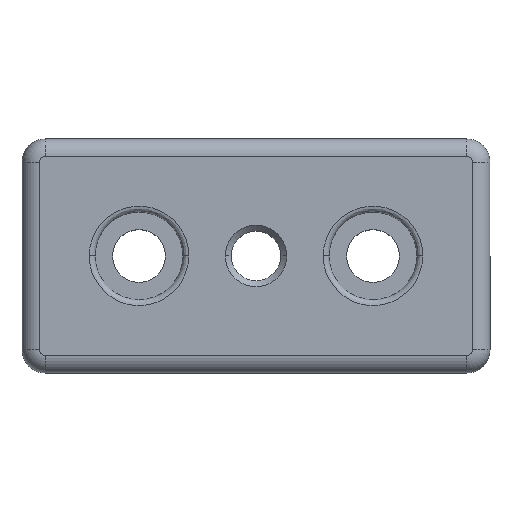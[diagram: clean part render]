
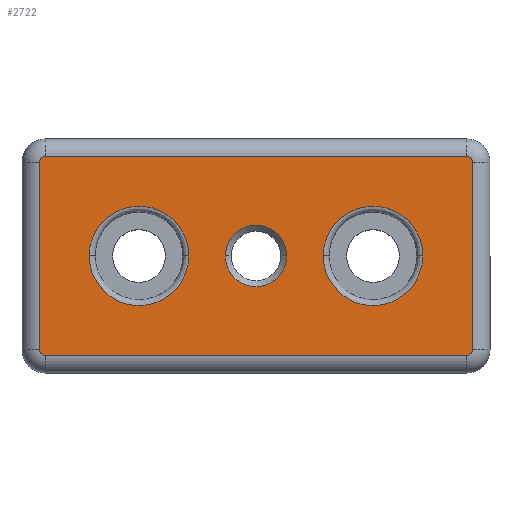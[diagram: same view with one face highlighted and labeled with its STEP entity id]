
A CAD part, top view. The second image highlights one B-rep face of the part: STEP entity #2722.
In plain terms, the highlighted planar face has unit normal (0, 0, 1).
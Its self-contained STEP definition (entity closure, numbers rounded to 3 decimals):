
#39 = CARTESIAN_POINT ( 'NONE',  ( -11.5, 17., 16. ) ) ;
#112 = VERTEX_POINT ( 'NONE', #4771 ) ;
#136 = VERTEX_POINT ( 'NONE', #6254 ) ;
#290 = CARTESIAN_POINT ( 'NONE',  ( -36., 16., 16. ) ) ;
#435 = ORIENTED_EDGE ( 'NONE', *, *, #3140, .T. ) ;
#455 = DIRECTION ( 'NONE',  ( 0., 0., 1. ) ) ;
#579 = CIRCLE ( 'NONE', #3842, 1. ) ;
#687 = ORIENTED_EDGE ( 'NONE', *, *, #1903, .F. ) ;
#716 = CARTESIAN_POINT ( 'NONE',  ( 28.5, 0., 16. ) ) ;
#766 = ORIENTED_EDGE ( 'NONE', *, *, #5900, .F. ) ;
#802 = CIRCLE ( 'NONE', #3294, 5.25 ) ;
#879 = ORIENTED_EDGE ( 'NONE', *, *, #951, .F. ) ;
#951 = EDGE_CURVE ( 'NONE', #3510, #1818, #2410, .T. ) ;
#971 = DIRECTION ( 'NONE',  ( 0., 0., 1. ) ) ;
#995 = DIRECTION ( 'NONE',  ( 1., 0., 0. ) ) ;
#1087 = CARTESIAN_POINT ( 'NONE',  ( 11.5, -17., 16. ) ) ;
#1124 = DIRECTION ( 'NONE',  ( 0., 1., 0. ) ) ;
#1138 = CARTESIAN_POINT ( 'NONE',  ( -11.5, 0., 16. ) ) ;
#1164 = VECTOR ( 'NONE', #5893, 1000. ) ;
#1167 = VERTEX_POINT ( 'NONE', #5285 ) ;
#1204 = DIRECTION ( 'NONE',  ( -1., 0., 0. ) ) ;
#1336 = VERTEX_POINT ( 'NONE', #3741 ) ;
#1376 = AXIS2_PLACEMENT_3D ( 'NONE', #6232, #4791, #2821 ) ;
#1513 = CARTESIAN_POINT ( 'NONE',  ( -11.5, 0., 16. ) ) ;
#1546 = CARTESIAN_POINT ( 'NONE',  ( 11.5, 0., 16. ) ) ;
#1552 = CARTESIAN_POINT ( 'NONE',  ( -28.5, 17., 16. ) ) ;
#1655 = VERTEX_POINT ( 'NONE', #716 ) ;
#1666 = DIRECTION ( 'NONE',  ( -1., 0., 0. ) ) ;
#1694 = ORIENTED_EDGE ( 'NONE', *, *, #3224, .F. ) ;
#1702 = VERTEX_POINT ( 'NONE', #6000 ) ;
#1759 = DIRECTION ( 'NONE',  ( -1., 0., 0. ) ) ;
#1818 = VERTEX_POINT ( 'NONE', #5094 ) ;
#1851 = VERTEX_POINT ( 'NONE', #2559 ) ;
#1892 =( BOUNDED_CURVE ( )  B_SPLINE_CURVE ( 3, ( #5557, #5518, #4568, #1546 ),
 .UNSPECIFIED., .F., .F. ) 
 B_SPLINE_CURVE_WITH_KNOTS ( ( 4, 4 ),
 ( 0., 1. ),
 .UNSPECIFIED. ) 
 CURVE ( )  GEOMETRIC_REPRESENTATION_ITEM ( )  RATIONAL_B_SPLINE_CURVE ( ( 1., 0.333, 0.333, 1. ) ) 
 REPRESENTATION_ITEM ( '' )  );
#1903 = EDGE_CURVE ( 'NONE', #112, #1336, #5856, .T. ) ;
#1904 = DIRECTION ( 'NONE',  ( 1., 0., 0. ) ) ;
#1916 = AXIS2_PLACEMENT_3D ( 'NONE', #5901, #3924, #1904 ) ;
#1918 =( BOUNDED_CURVE ( )  B_SPLINE_CURVE ( 3, ( #2887, #6366, #5130, #1138 ),
 .UNSPECIFIED., .F., .F. ) 
 B_SPLINE_CURVE_WITH_KNOTS ( ( 4, 4 ),
 ( 0., 1. ),
 .UNSPECIFIED. ) 
 CURVE ( )  GEOMETRIC_REPRESENTATION_ITEM ( )  RATIONAL_B_SPLINE_CURVE ( ( 1., 0.333, 0.333, 1. ) ) 
 REPRESENTATION_ITEM ( '' )  );
#1943 = CIRCLE ( 'NONE', #4196, 1. ) ;
#1947 = CARTESIAN_POINT ( 'NONE',  ( 37., -20., 16. ) ) ;
#1960 = CARTESIAN_POINT ( 'NONE',  ( 36., 16., 16. ) ) ;
#2002 = VERTEX_POINT ( 'NONE', #3229 ) ;
#2012 = CARTESIAN_POINT ( 'NONE',  ( -5.25, 0., 16. ) ) ;
#2014 = ORIENTED_EDGE ( 'NONE', *, *, #5034, .T. ) ;
#2026 = EDGE_CURVE ( 'NONE', #6055, #1702, #5017, .T. ) ;
#2297 =( BOUNDED_CURVE ( )  B_SPLINE_CURVE ( 3, ( #5117, #1087, #4605, #3616 ),
 .UNSPECIFIED., .F., .F. ) 
 B_SPLINE_CURVE_WITH_KNOTS ( ( 4, 4 ),
 ( 0., 1. ),
 .UNSPECIFIED. ) 
 CURVE ( )  GEOMETRIC_REPRESENTATION_ITEM ( )  RATIONAL_B_SPLINE_CURVE ( ( 1., 0.333, 0.333, 1. ) ) 
 REPRESENTATION_ITEM ( '' )  );
#2410 =( BOUNDED_CURVE ( )  B_SPLINE_CURVE ( 3, ( #1513, #39, #1552, #5526 ),
 .UNSPECIFIED., .F., .F. ) 
 B_SPLINE_CURVE_WITH_KNOTS ( ( 4, 4 ),
 ( 0., 1. ),
 .UNSPECIFIED. ) 
 CURVE ( )  GEOMETRIC_REPRESENTATION_ITEM ( )  RATIONAL_B_SPLINE_CURVE ( ( 1., 0.333, 0.333, 1. ) ) 
 REPRESENTATION_ITEM ( '' )  );
#2525 = DIRECTION ( 'NONE',  ( 1., 0., 0. ) ) ;
#2559 = CARTESIAN_POINT ( 'NONE',  ( 36., 17., 16. ) ) ;
#2577 = FACE_BOUND ( 'NONE', #4418, .T. ) ;
#2722 = ADVANCED_FACE ( 'NONE', ( #3432, #2577, #5480, #6398 ), #5343, .F. ) ;
#2821 = DIRECTION ( 'NONE',  ( -1., 0., 0. ) ) ;
#2846 = LINE ( 'NONE', #1947, #1164 ) ;
#2887 = CARTESIAN_POINT ( 'NONE',  ( -28.5, 0., 16. ) ) ;
#2906 = VECTOR ( 'NONE', #1124, 1000. ) ;
#3028 = ORIENTED_EDGE ( 'NONE', *, *, #5422, .F. ) ;
#3124 = DIRECTION ( 'NONE',  ( 0., 0., 1. ) ) ;
#3136 = ORIENTED_EDGE ( 'NONE', *, *, #2026, .T. ) ;
#3140 = EDGE_CURVE ( 'NONE', #136, #1851, #1943, .T. ) ;
#3224 = EDGE_CURVE ( 'NONE', #1818, #3510, #1918, .T. ) ;
#3229 = CARTESIAN_POINT ( 'NONE',  ( -36., -17., 16. ) ) ;
#3233 = ORIENTED_EDGE ( 'NONE', *, *, #5506, .F. ) ;
#3294 = AXIS2_PLACEMENT_3D ( 'NONE', #3422, #971, #995 ) ;
#3314 = VECTOR ( 'NONE', #2525, 1000. ) ;
#3422 = CARTESIAN_POINT ( 'NONE',  ( 0., 0., 16. ) ) ;
#3432 = FACE_BOUND ( 'NONE', #4590, .T. ) ;
#3510 = VERTEX_POINT ( 'NONE', #5304 ) ;
#3599 = DIRECTION ( 'NONE',  ( -1., 0., 0. ) ) ;
#3616 = CARTESIAN_POINT ( 'NONE',  ( 28.5, 0., 16. ) ) ;
#3686 = VERTEX_POINT ( 'NONE', #2012 ) ;
#3689 = ORIENTED_EDGE ( 'NONE', *, *, #5229, .F. ) ;
#3690 = CIRCLE ( 'NONE', #1916, 5.25 ) ;
#3738 = ORIENTED_EDGE ( 'NONE', *, *, #5584, .F. ) ;
#3741 = CARTESIAN_POINT ( 'NONE',  ( -37., 16., 16. ) ) ;
#3782 = LINE ( 'NONE', #4153, #5964 ) ;
#3823 = DIRECTION ( 'NONE',  ( 0., 0., -1. ) ) ;
#3842 = AXIS2_PLACEMENT_3D ( 'NONE', #290, #5705, #1204 ) ;
#3924 = DIRECTION ( 'NONE',  ( 0., 0., 1. ) ) ;
#4153 = CARTESIAN_POINT ( 'NONE',  ( 40., -17., 16. ) ) ;
#4168 = LINE ( 'NONE', #4546, #3314 ) ;
#4191 = EDGE_LOOP ( 'NONE', ( #3738, #3689 ) ) ;
#4195 = VERTEX_POINT ( 'NONE', #5371 ) ;
#4196 = AXIS2_PLACEMENT_3D ( 'NONE', #1960, #455, #4898 ) ;
#4201 = CARTESIAN_POINT ( 'NONE',  ( -36., 17., 16. ) ) ;
#4284 = CARTESIAN_POINT ( 'NONE',  ( 40., -20., 16. ) ) ;
#4378 = AXIS2_PLACEMENT_3D ( 'NONE', #4284, #3823, #1759 ) ;
#4418 = EDGE_LOOP ( 'NONE', ( #1694, #879 ) ) ;
#4447 = ORIENTED_EDGE ( 'NONE', *, *, #5381, .F. ) ;
#4546 = CARTESIAN_POINT ( 'NONE',  ( 40., 17., 16. ) ) ;
#4568 = CARTESIAN_POINT ( 'NONE',  ( 11.5, 17., 16. ) ) ;
#4590 = EDGE_LOOP ( 'NONE', ( #5828, #3028 ) ) ;
#4605 = CARTESIAN_POINT ( 'NONE',  ( 28.5, -17., 16. ) ) ;
#4771 = CARTESIAN_POINT ( 'NONE',  ( -37., -16., 16. ) ) ;
#4791 = DIRECTION ( 'NONE',  ( 0., 0., 1. ) ) ;
#4898 = DIRECTION ( 'NONE',  ( -1., 0., 0. ) ) ;
#4920 = EDGE_LOOP ( 'NONE', ( #766, #435, #4447, #2014, #687, #6155, #3233, #3136 ) ) ;
#5017 = CIRCLE ( 'NONE', #1376, 1. ) ;
#5034 = EDGE_CURVE ( 'NONE', #5086, #1336, #579, .T. ) ;
#5086 = VERTEX_POINT ( 'NONE', #4201 ) ;
#5094 = CARTESIAN_POINT ( 'NONE',  ( -28.5, 0., 16. ) ) ;
#5117 = CARTESIAN_POINT ( 'NONE',  ( 11.5, 0., 16. ) ) ;
#5130 = CARTESIAN_POINT ( 'NONE',  ( -11.5, -17., 16. ) ) ;
#5229 = EDGE_CURVE ( 'NONE', #3686, #4195, #802, .T. ) ;
#5285 = CARTESIAN_POINT ( 'NONE',  ( 11.5, 0., 16. ) ) ;
#5304 = CARTESIAN_POINT ( 'NONE',  ( -11.5, 0., 16. ) ) ;
#5343 = PLANE ( 'NONE',  #4378 ) ;
#5371 = CARTESIAN_POINT ( 'NONE',  ( 5.25, 0., 16. ) ) ;
#5381 = EDGE_CURVE ( 'NONE', #5086, #1851, #4168, .T. ) ;
#5422 = EDGE_CURVE ( 'NONE', #1655, #1167, #1892, .T. ) ;
#5480 = FACE_BOUND ( 'NONE', #4191, .T. ) ;
#5506 = EDGE_CURVE ( 'NONE', #6055, #2002, #3782, .T. ) ;
#5518 = CARTESIAN_POINT ( 'NONE',  ( 28.5, 17., 16. ) ) ;
#5526 = CARTESIAN_POINT ( 'NONE',  ( -28.5, 0., 16. ) ) ;
#5557 = CARTESIAN_POINT ( 'NONE',  ( 28.5, 0., 16. ) ) ;
#5568 = CIRCLE ( 'NONE', #6438, 1. ) ;
#5584 = EDGE_CURVE ( 'NONE', #4195, #3686, #3690, .T. ) ;
#5705 = DIRECTION ( 'NONE',  ( 0., 0., 1. ) ) ;
#5828 = ORIENTED_EDGE ( 'NONE', *, *, #6276, .F. ) ;
#5856 = LINE ( 'NONE', #6144, #2906 ) ;
#5893 = DIRECTION ( 'NONE',  ( 0., -1., 0. ) ) ;
#5900 = EDGE_CURVE ( 'NONE', #136, #1702, #2846, .T. ) ;
#5901 = CARTESIAN_POINT ( 'NONE',  ( 0., 0., 16. ) ) ;
#5964 = VECTOR ( 'NONE', #1666, 1000. ) ;
#6000 = CARTESIAN_POINT ( 'NONE',  ( 37., -16., 16. ) ) ;
#6055 = VERTEX_POINT ( 'NONE', #6396 ) ;
#6068 = CARTESIAN_POINT ( 'NONE',  ( -36., -16., 16. ) ) ;
#6144 = CARTESIAN_POINT ( 'NONE',  ( -37., -20., 16. ) ) ;
#6155 = ORIENTED_EDGE ( 'NONE', *, *, #6258, .T. ) ;
#6232 = CARTESIAN_POINT ( 'NONE',  ( 36., -16., 16. ) ) ;
#6254 = CARTESIAN_POINT ( 'NONE',  ( 37., 16., 16. ) ) ;
#6258 = EDGE_CURVE ( 'NONE', #112, #2002, #5568, .T. ) ;
#6276 = EDGE_CURVE ( 'NONE', #1167, #1655, #2297, .T. ) ;
#6366 = CARTESIAN_POINT ( 'NONE',  ( -28.5, -17., 16. ) ) ;
#6396 = CARTESIAN_POINT ( 'NONE',  ( 36., -17., 16. ) ) ;
#6398 = FACE_OUTER_BOUND ( 'NONE', #4920, .T. ) ;
#6438 = AXIS2_PLACEMENT_3D ( 'NONE', #6068, #3124, #3599 ) ;
